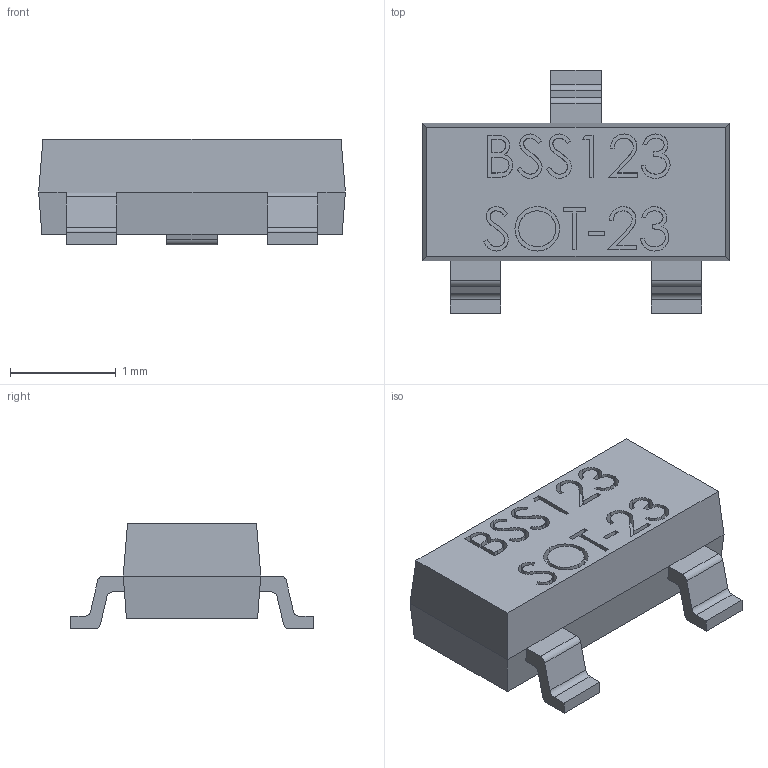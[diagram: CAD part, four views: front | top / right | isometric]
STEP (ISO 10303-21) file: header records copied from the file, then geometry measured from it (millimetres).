
FILE_DESCRIPTION (( 'STEP AP214' ), '1' );
FILE_NAME ('User Library-N-MOS_BSS123_SOT23.STEP', '2021-09-27T07:26:27', ( '' ), ( '' ), 'SwSTEP 2.0', 'SolidWorks 2021', '' );
FILE_SCHEMA (( 'AUTOMOTIVE_DESIGN' ));
Length unit declared in the file: millimetre
Products named in the file (3): User Library-N-MOS_BSS123_SOT23; BSS123_SOT23_patte_1; BSS123_SOT23_corps_1
Assembly tree (4 placements, depth 2):
  User Library-N-MOS_BSS123_SOT23
    BSS123_SOT23_patte_1  x3
    BSS123_SOT23_corps_1
Bounding box: 2.9 x 2.3 x 1 mm (x, y, z)
Volume: 3.4 mm3; surface area: 21.8 mm2
Topology: 4 solids, 4 shells, 235 faces, 626 edges, 414 vertices
Faces by surface type: plane 121, bspline 102, cylinder 12
Entity records: 16975 total; most frequent: CARTESIAN_POINT 10104, ORIENTED_EDGE 1108, DIRECTION 582, EDGE_CURVE 554, VERTEX_POINT 366, VECTOR 342, LINE 342, EDGE_LOOP 222
